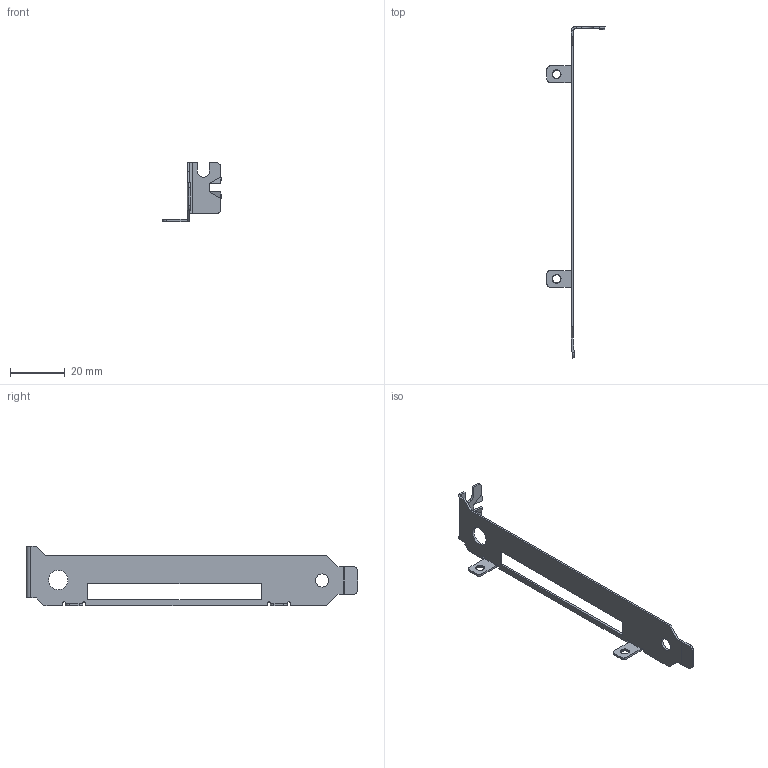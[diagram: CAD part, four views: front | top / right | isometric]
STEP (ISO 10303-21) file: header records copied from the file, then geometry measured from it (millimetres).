
FILE_DESCRIPTION(/* description */ (''),/* implementation_level */ '2;1');
FILE_NAME(/* name */ 'ISA adapter bracket v4.step',/* time_stamp */ '2023-07-29T14:37:00-06:00',/* author */ (''),/* organization */ (''),/* preprocessor_version */ 'ST-DEVELOPER v19.2',/* originating_system */ 'Autodesk Translation Framework v12.6.0.85',/* authorisation */ '');
FILE_SCHEMA (('AUTOMOTIVE_DESIGN { 1 0 10303 214 3 1 1 }'));
Length unit declared in the file: millimetre
Products named in the file (1): ISA adapter bracket
Bounding box: 21.21 x 120.87 x 21.61 mm (x, y, z)
Volume: 1519.3 mm3; surface area: 4398.2 mm2
Topology: 1 solids, 1 shells, 963 faces, 2812 edges, 1862 vertices
Faces by surface type: plane 933, cylinder 26, bspline 4
Full cylindrical faces by diameter (mm): 3.175 x2, 3.886 x2, 4.75 x1, 7 x1
Entity records: 32045 total; most frequent: CARTESIAN_POINT 6503, ORIENTED_EDGE 5624, DIRECTION 4763, EDGE_CURVE 2812, LINE 2743, VECTOR 2743, VERTEX_POINT 1862, AXIS2_PLACEMENT_3D 1010
